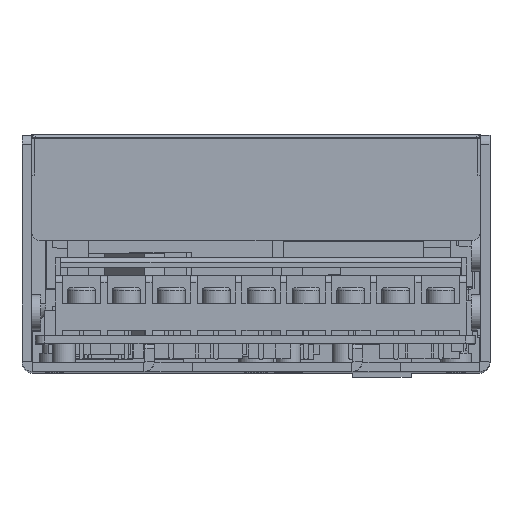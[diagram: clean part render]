
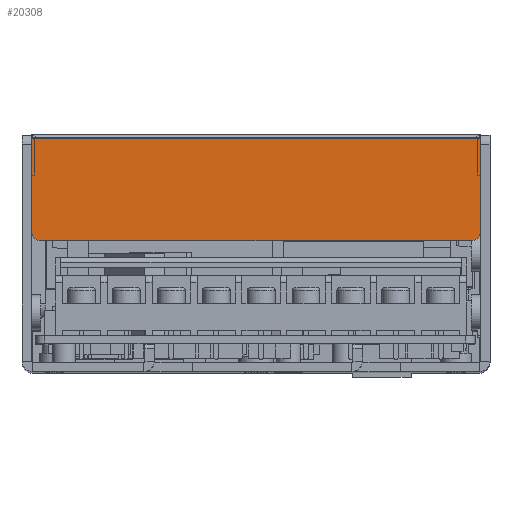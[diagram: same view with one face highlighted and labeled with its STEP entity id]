
A CAD part, top view. The second image highlights one B-rep face of the part: STEP entity #20308.
In plain terms, the highlighted face is planar.
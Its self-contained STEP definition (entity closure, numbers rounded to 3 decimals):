
#16624=DIRECTION('',(0.,0.,-1.));
#16625=VECTOR('',#16624,95.);
#16626=CARTESIAN_POINT('',(-91.4,-0.8,47.5));
#16627=LINE('',#16626,#16625);
#16668=CARTESIAN_POINT('',(-91.4,-20.4,-45.5));
#16669=DIRECTION('',(-1.,0.,0.));
#16670=DIRECTION('',(0.,0.,-1.));
#16671=AXIS2_PLACEMENT_3D('',#16668,#16669,#16670);
#16676=DIRECTION('',(0.,-1.,0.));
#16677=VECTOR('',#16676,19.6);
#16678=CARTESIAN_POINT('',(-91.4,-0.8,-47.5));
#16679=LINE('',#16678,#16677);
#16683=DIRECTION('',(0.,1.,0.));
#16684=VECTOR('',#16683,19.6);
#16685=CARTESIAN_POINT('',(-91.4,-20.4,47.5));
#16686=LINE('',#16685,#16684);
#16690=CARTESIAN_POINT('',(-91.4,-20.4,45.5));
#16691=DIRECTION('',(-1.,0.,0.));
#16692=DIRECTION('',(0.,-1.,0.));
#16693=AXIS2_PLACEMENT_3D('',#16690,#16691,#16692);
#16698=DIRECTION('',(0.,0.,1.));
#16699=VECTOR('',#16698,91.);
#16700=CARTESIAN_POINT('',(-91.4,-22.4,-45.5));
#16701=LINE('',#16700,#16699);
#19004=CARTESIAN_POINT('',(-91.4,-0.8,47.5));
#19005=CARTESIAN_POINT('',(-91.4,-0.8,-47.5));
#19006=VERTEX_POINT('',#19004);
#19007=VERTEX_POINT('',#19005);
#19172=CARTESIAN_POINT('',(-91.4,-20.4,-47.5));
#19173=CARTESIAN_POINT('',(-91.4,-22.4,-45.5));
#19174=VERTEX_POINT('',#19172);
#19175=VERTEX_POINT('',#19173);
#19180=CARTESIAN_POINT('',(-91.4,-22.4,45.5));
#19181=CARTESIAN_POINT('',(-91.4,-20.4,47.5));
#19182=VERTEX_POINT('',#19180);
#19183=VERTEX_POINT('',#19181);
#20290=CARTESIAN_POINT('',(-91.4,0.,-47.5));
#20291=DIRECTION('',(-1.,0.,0.));
#20292=DIRECTION('',(0.,0.,-1.));
#20293=AXIS2_PLACEMENT_3D('',#20290,#20291,#20292);
#20294=PLANE('',#20293);
#20296=ORIENTED_EDGE('',*,*,#20295,.F.);
#20298=ORIENTED_EDGE('',*,*,#20297,.F.);
#20299=ORIENTED_EDGE('',*,*,#20277,.F.);
#20301=ORIENTED_EDGE('',*,*,#20300,.F.);
#20303=ORIENTED_EDGE('',*,*,#20302,.F.);
#20305=ORIENTED_EDGE('',*,*,#20304,.F.);
#20306=EDGE_LOOP('',(#20296,#20298,#20299,#20301,#20303,#20305));
#20307=FACE_OUTER_BOUND('',#20306,.F.);
#16672=CIRCLE('',#16671,2.);
#16694=CIRCLE('',#16693,2.);
#20277=EDGE_CURVE('',#19006,#19007,#16627,.T.);
#20295=EDGE_CURVE('',#19174,#19175,#16672,.T.);
#20297=EDGE_CURVE('',#19007,#19174,#16679,.T.);
#20300=EDGE_CURVE('',#19183,#19006,#16686,.T.);
#20302=EDGE_CURVE('',#19182,#19183,#16694,.T.);
#20304=EDGE_CURVE('',#19175,#19182,#16701,.T.);
#20308=ADVANCED_FACE('',(#20307),#20294,.T.);
